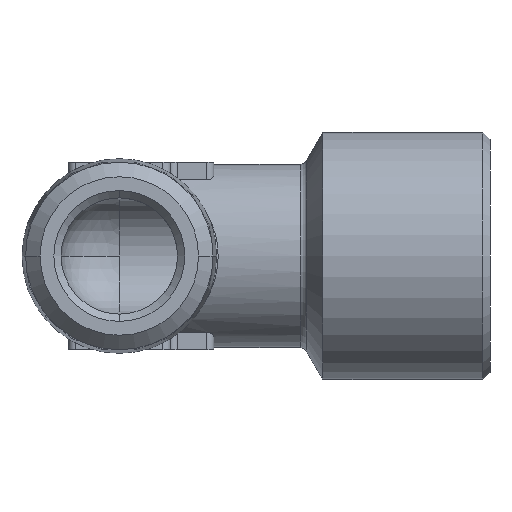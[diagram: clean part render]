
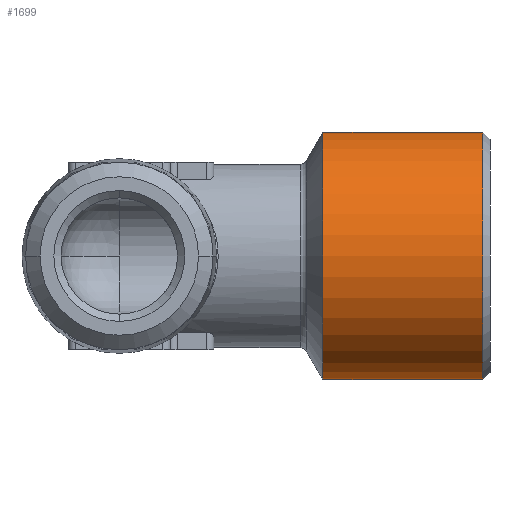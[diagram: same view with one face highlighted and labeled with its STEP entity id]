
A CAD part, front view. The second image highlights one B-rep face of the part: STEP entity #1699.
In plain terms, the highlighted cylindrical face has radius 8.5 mm (diameter 17 mm), a partial arc.
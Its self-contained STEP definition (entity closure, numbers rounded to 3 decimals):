
#1 = EDGE_CURVE ( 'NONE', #52, #20, #1829, .T. ) ;
#20 = VERTEX_POINT ( 'NONE', #1844 ) ;
#24 = EDGE_CURVE ( 'NONE', #29, #48, #1837, .T. ) ;
#29 = VERTEX_POINT ( 'NONE', #1890 ) ;
#48 = VERTEX_POINT ( 'NONE', #1873 ) ;
#52 = VERTEX_POINT ( 'NONE', #1917 ) ;
#676 = DIRECTION ( 'NONE',  ( 0., 0., 1. ) ) ;
#677 = DIRECTION ( 'NONE',  ( -1., 0., 0. ) ) ;
#678 = CARTESIAN_POINT ( 'NONE',  ( 14., 0., 0. ) ) ;
#679 = AXIS2_PLACEMENT_3D ( 'NONE', #678, #677, #676 ) ;
#680 = CIRCLE ( 'NONE', #679, 8.5 ) ;
#691 = DIRECTION ( 'NONE',  ( 0., 0., 1. ) ) ;
#692 = DIRECTION ( 'NONE',  ( -1., 0., 0. ) ) ;
#693 = AXIS2_PLACEMENT_3D ( 'NONE', #695, #692, #691 ) ;
#695 = CARTESIAN_POINT ( 'NONE',  ( -9.788, 0., 0. ) ) ;
#696 = CYLINDRICAL_SURFACE ( 'NONE', #693, 8.5 ) ;
#697 = FACE_OUTER_BOUND ( 'NONE', #1700, .T. ) ;
#698 = DIRECTION ( 'NONE',  ( 0., 0., 1. ) ) ;
#699 = DIRECTION ( 'NONE',  ( -1., 0., 0. ) ) ;
#700 = AXIS2_PLACEMENT_3D ( 'NONE', #708, #699, #698 ) ;
#701 = CIRCLE ( 'NONE', #700, 8.5 ) ;
#708 = CARTESIAN_POINT ( 'NONE',  ( 25., 0., 0. ) ) ;
#1677 = ORIENTED_EDGE ( 'NONE', *, *, #1678, .F. ) ;
#1678 = EDGE_CURVE ( 'NONE', #48, #20, #680, .T. ) ;
#1687 = ORIENTED_EDGE ( 'NONE', *, *, #1698, .T. ) ;
#1698 = EDGE_CURVE ( 'NONE', #29, #52, #701, .T. ) ;
#1699 = ADVANCED_FACE ( 'NONE', ( #697 ), #696, .T. ) ;
#1700 = EDGE_LOOP ( 'NONE', ( #1757, #1687, #1758, #1677 ) ) ;
#1757 = ORIENTED_EDGE ( 'NONE', *, *, #24, .F. ) ;
#1758 = ORIENTED_EDGE ( 'NONE', *, *, #1, .T. ) ;
#1826 = DIRECTION ( 'NONE',  ( -1., 0., 0. ) ) ;
#1827 = VECTOR ( 'NONE', #1826, 1000. ) ;
#1828 = CARTESIAN_POINT ( 'NONE',  ( -9.788, 0., 8.5 ) ) ;
#1829 = LINE ( 'NONE', #1828, #1827 ) ;
#1834 = DIRECTION ( 'NONE',  ( -1., 0., 0. ) ) ;
#1835 = VECTOR ( 'NONE', #1834, 1000. ) ;
#1836 = CARTESIAN_POINT ( 'NONE',  ( -9.788, 0., -8.5 ) ) ;
#1837 = LINE ( 'NONE', #1836, #1835 ) ;
#1844 = CARTESIAN_POINT ( 'NONE',  ( 14., 0., 8.5 ) ) ;
#1873 = CARTESIAN_POINT ( 'NONE',  ( 14., 0., -8.5 ) ) ;
#1890 = CARTESIAN_POINT ( 'NONE',  ( 25., 0., -8.5 ) ) ;
#1917 = CARTESIAN_POINT ( 'NONE',  ( 25., 0., 8.5 ) ) ;
